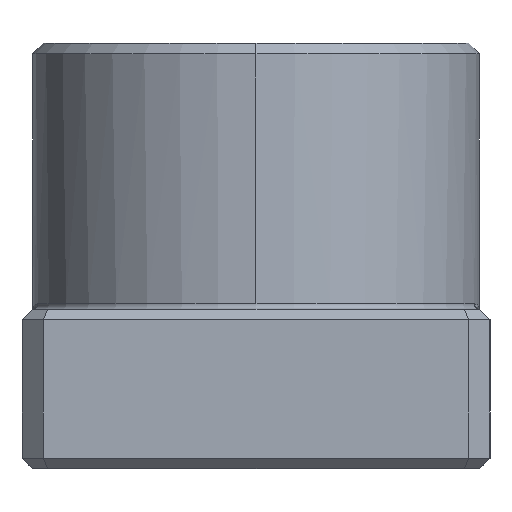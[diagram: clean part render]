
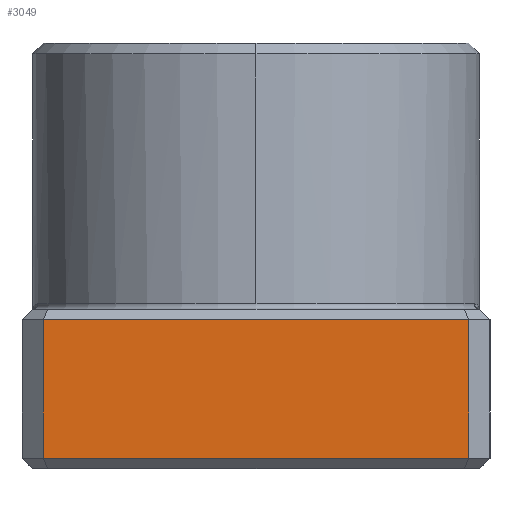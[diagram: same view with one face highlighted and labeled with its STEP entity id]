
A CAD part, left-side view. The second image highlights one B-rep face of the part: STEP entity #3049.
In plain terms, the highlighted planar face has unit normal (-1, 0, 0).
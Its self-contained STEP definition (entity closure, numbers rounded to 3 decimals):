
#105 = CARTESIAN_POINT ( 'NONE',  ( -37., -20., 14. ) ) ;
#185 = AXIS2_PLACEMENT_3D ( 'NONE', #1661, #671, #2418 ) ;
#485 = DIRECTION ( 'NONE',  ( 0., 1., 0. ) ) ;
#512 = VECTOR ( 'NONE', #485, 1000. ) ;
#541 = VECTOR ( 'NONE', #1728, 1000. ) ;
#599 = VERTEX_POINT ( 'NONE', #1045 ) ;
#671 = DIRECTION ( 'NONE',  ( 1., 0., 0. ) ) ;
#731 = EDGE_CURVE ( 'NONE', #2012, #960, #1070, .T. ) ;
#929 = VERTEX_POINT ( 'NONE', #2207 ) ;
#956 = CARTESIAN_POINT ( 'NONE',  ( -37., 20., 14. ) ) ;
#960 = VERTEX_POINT ( 'NONE', #1982 ) ;
#969 = LINE ( 'NONE', #2606, #1642 ) ;
#1002 = ORIENTED_EDGE ( 'NONE', *, *, #2893, .T. ) ;
#1045 = CARTESIAN_POINT ( 'NONE',  ( -37., 20., 14. ) ) ;
#1070 = LINE ( 'NONE', #2594, #3088 ) ;
#1077 = ORIENTED_EDGE ( 'NONE', *, *, #2462, .T. ) ;
#1179 = ORIENTED_EDGE ( 'NONE', *, *, #731, .F. ) ;
#1364 = DIRECTION ( 'NONE',  ( 0., 0., -1. ) ) ;
#1642 = VECTOR ( 'NONE', #1364, 1000. ) ;
#1661 = CARTESIAN_POINT ( 'NONE',  ( -37., 20., 15. ) ) ;
#1728 = DIRECTION ( 'NONE',  ( 0., -1., 0. ) ) ;
#1844 = EDGE_CURVE ( 'NONE', #599, #929, #969, .T. ) ;
#1923 = PLANE ( 'NONE',  #185 ) ;
#1982 = CARTESIAN_POINT ( 'NONE',  ( -37., -20., 1. ) ) ;
#1993 = LINE ( 'NONE', #956, #512 ) ;
#2012 = VERTEX_POINT ( 'NONE', #105 ) ;
#2128 = FACE_OUTER_BOUND ( 'NONE', #2979, .T. ) ;
#2207 = CARTESIAN_POINT ( 'NONE',  ( -37., 20., 1. ) ) ;
#2418 = DIRECTION ( 'NONE',  ( 0., 1., 0. ) ) ;
#2462 = EDGE_CURVE ( 'NONE', #2012, #599, #1993, .T. ) ;
#2594 = CARTESIAN_POINT ( 'NONE',  ( -37., -20., 15. ) ) ;
#2602 = LINE ( 'NONE', #2968, #541 ) ;
#2606 = CARTESIAN_POINT ( 'NONE',  ( -37., 20., 15. ) ) ;
#2801 = ORIENTED_EDGE ( 'NONE', *, *, #1844, .T. ) ;
#2853 = DIRECTION ( 'NONE',  ( 0., 0., -1. ) ) ;
#2893 = EDGE_CURVE ( 'NONE', #929, #960, #2602, .T. ) ;
#2968 = CARTESIAN_POINT ( 'NONE',  ( -37., 20., 1. ) ) ;
#2979 = EDGE_LOOP ( 'NONE', ( #2801, #1002, #1179, #1077 ) ) ;
#3049 = ADVANCED_FACE ( 'NONE', ( #2128 ), #1923, .F. ) ;
#3088 = VECTOR ( 'NONE', #2853, 1000. ) ;
